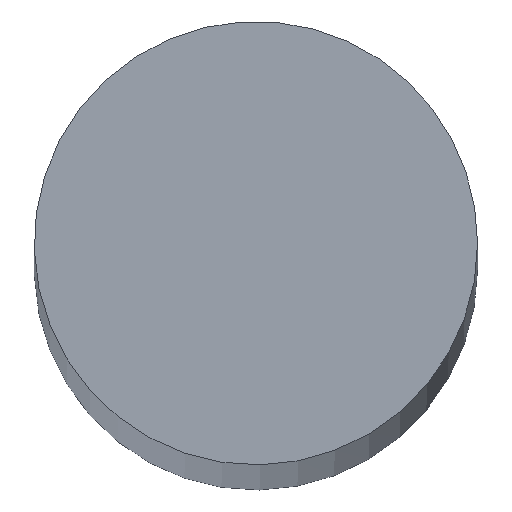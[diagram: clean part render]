
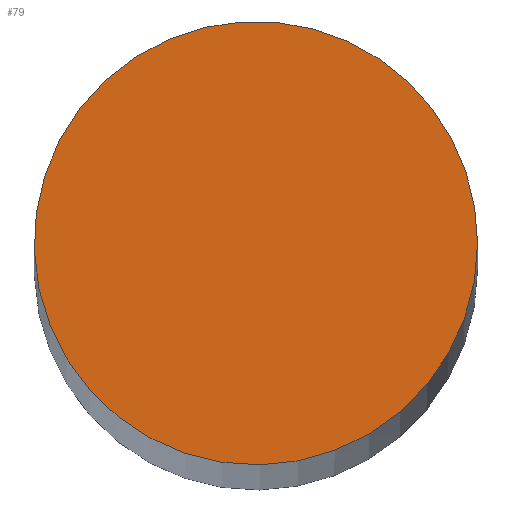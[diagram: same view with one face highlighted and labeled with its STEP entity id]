
A CAD part, top view. The second image highlights one B-rep face of the part: STEP entity #79.
In plain terms, the highlighted planar face has unit normal (0, 0, 1).
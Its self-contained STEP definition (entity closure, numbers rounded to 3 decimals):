
#79 = ADVANCED_FACE( '', ( #90 ), #91, .F. );
#90 = FACE_OUTER_BOUND( '', #101, .T. );
#91 = PLANE( '', #102 );
#101 = EDGE_LOOP( '', ( #128 ) );
#102 = AXIS2_PLACEMENT_3D( '', #129, #130, #131 );
#128 = ORIENTED_EDGE( '', *, *, #136, .F. );
#129 = CARTESIAN_POINT( '', ( 0., 0., 260. ) );
#130 = DIRECTION( '', ( 0., 0., -1. ) );
#131 = DIRECTION( '', ( -1., 0., 0. ) );
#136 = EDGE_CURVE( '', #147, #147, #148, .T. );
#147 = VERTEX_POINT( '', #161 );
#148 = CIRCLE( '', #162, 4. );
#161 = CARTESIAN_POINT( '', ( 4., 0., 260. ) );
#162 = AXIS2_PLACEMENT_3D( '', #175, #176, #177 );
#175 = CARTESIAN_POINT( '', ( 0., 0., 260. ) );
#176 = DIRECTION( '', ( 0., 0., -1. ) );
#177 = DIRECTION( '', ( 1., 0., 0. ) );
